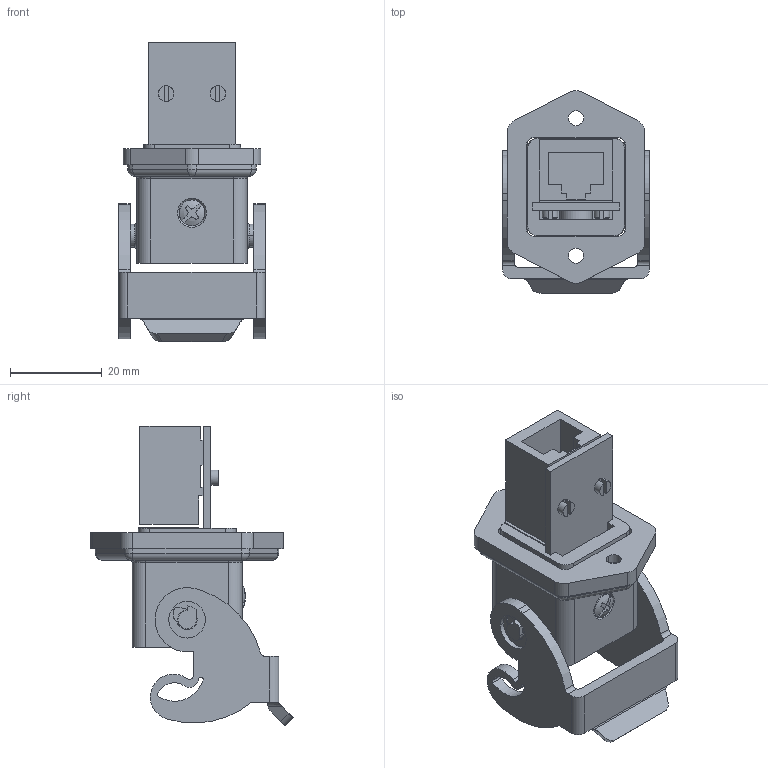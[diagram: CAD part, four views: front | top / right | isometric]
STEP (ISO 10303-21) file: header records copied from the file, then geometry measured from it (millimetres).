
FILE_DESCRIPTION(('Creo Elements/Direct Modeling STEP Export'),'2;1');
FILE_NAME('0ln7tug4qh6gop02588','2019-05-02T13:03:06',(''),(''),'PTC Creo Elements/Direct Modeling STEP processor for AP214 (Solid Model)','PTC Creo Elements/Direct Modeling 19.0E 27-Jun-2016 (C) Parametric Technology GmbH','');
FILE_SCHEMA(('AUTOMOTIVE_DESIGN { 1 0 10303 214 1 1 1 1 }'));
Length unit declared in the file: millimetre
Products named in the file (2): CJZ_8_IN
Assembly tree (1 placements, depth 2):
  CJZ_8_IN
    CJZ_8_IN
Bounding box: 32 x 44.15 x 65.33 mm (x, y, z)
Volume: 20279.8 mm3; surface area: 16928.1 mm2
Topology: 1 solids, 2 shells, 388 faces, 1117 edges, 757 vertices
Faces by surface type: plane 246, cylinder 119, cone 11, torus 10, sphere 2
Entity records: 15871 total; most frequent: CARTESIAN_POINT 2650, ORIENTED_EDGE 2234, DIRECTION 1966, EDGE_CURVE 1117, VERTEX_POINT 757, VECTOR 728, LINE 728, AXIS2_PLACEMENT_3D 619
